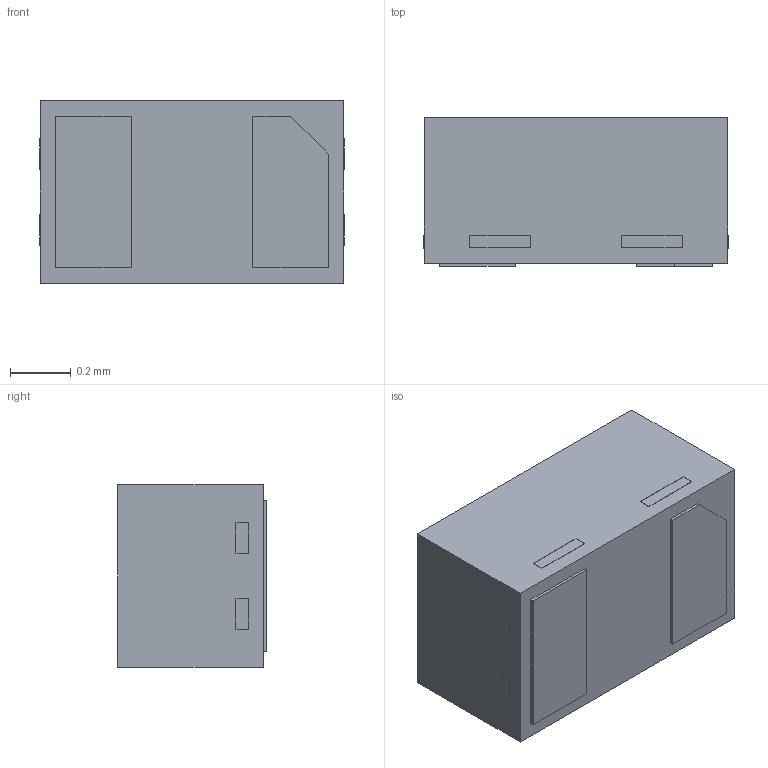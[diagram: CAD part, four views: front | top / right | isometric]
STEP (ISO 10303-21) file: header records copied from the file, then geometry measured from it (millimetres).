
FILE_DESCRIPTION (( 'STEP AP214' ), '1' );
FILE_NAME ('SP1250-01ETG.STEP', '2025-04-14T08:10:27', ( '' ), ( '' ), 'SwSTEP 2.0', 'SolidWorks 2024', '' );
FILE_SCHEMA (( 'AUTOMOTIVE_DESIGN' ));
Length unit declared in the file: millimetre
Products named in the file (1): SP1250-01ETG
Bounding box: 1 x 0.49 x 0.6 mm (x, y, z)
Volume: 0.3 mm3; surface area: 2.8 mm2
Topology: 1 solids, 1 shells, 57 faces, 135 edges, 90 vertices
Faces by surface type: plane 57
Entity records: 2138 total; most frequent: CARTESIAN_POINT 283, ORIENTED_EDGE 270, DIRECTION 251, VECTOR 135, LINE 135, EDGE_CURVE 135, VERTEX_POINT 90, EDGE_LOOP 67
